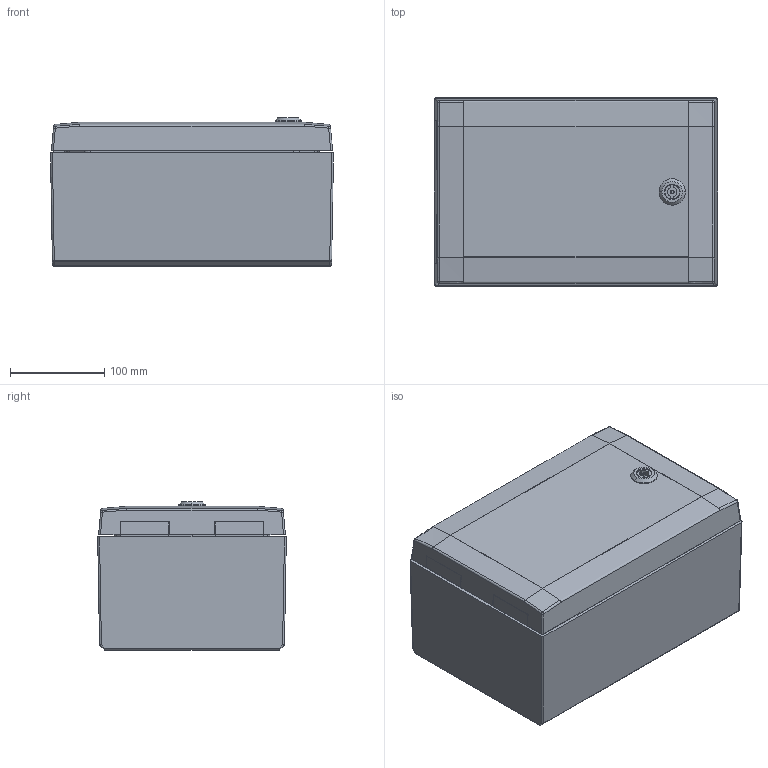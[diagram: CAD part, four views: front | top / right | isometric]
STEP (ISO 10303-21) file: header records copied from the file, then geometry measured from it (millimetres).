
FILE_DESCRIPTION (( 'STEP AP203' ), '1' );
FILE_NAME ('ARCA 203015 with MPS.STEP', '2022-05-24T12:26:58', ( '' ), ( '' ), 'SwSTEP 2.0', 'SolidWorks 2021', '' );
FILE_SCHEMA (( 'CONFIG_CONTROL_DESIGN' ));
Length unit declared in the file: millimetre
Products named in the file (13): Cabinet 302012 Base; 1000-02; MPS 3020; ARCA 203015 with MPS; 1000-102A-1X_AF0; 1000-u187-n2_asm; 1000-102A-D_ASM; Cabinet hinge small; Lock Cam as OPEN position; 1000-102A-2X; NewCab Lock Cam; ARCA IEC DB small; Cabinet 203003 Cover
Assembly tree (13 placements, depth 4):
  ARCA 203015 with MPS
    Cabinet 302012 Base
    Cabinet hinge small  x2
    Cabinet 203003 Cover
    ARCA IEC DB small
      1000-102A-D_ASM
        1000-102A-1X_AF0
        1000-102A-2X
      1000-02
      1000-u187-n2_asm
      NewCab Lock Cam
    Lock Cam as OPEN position
    MPS 3020
Bounding box: 300 x 200 x 157.2 mm (x, y, z)
Volume: 1408105.7 mm3; surface area: 835760 mm2
Topology: 12 solids, 12 shells, 1753 faces, 4478 edges, 2883 vertices
Faces by surface type: plane 1095, cylinder 344, cone 214, bspline 84, sphere 8, torus 8
Entity records: 55815 total; most frequent: CARTESIAN_POINT 13627, ORIENTED_EDGE 8646, DIRECTION 8140, EDGE_CURVE 4323, VECTOR 2928, LINE 2928, VERTEX_POINT 2793, AXIS2_PLACEMENT_3D 2606
